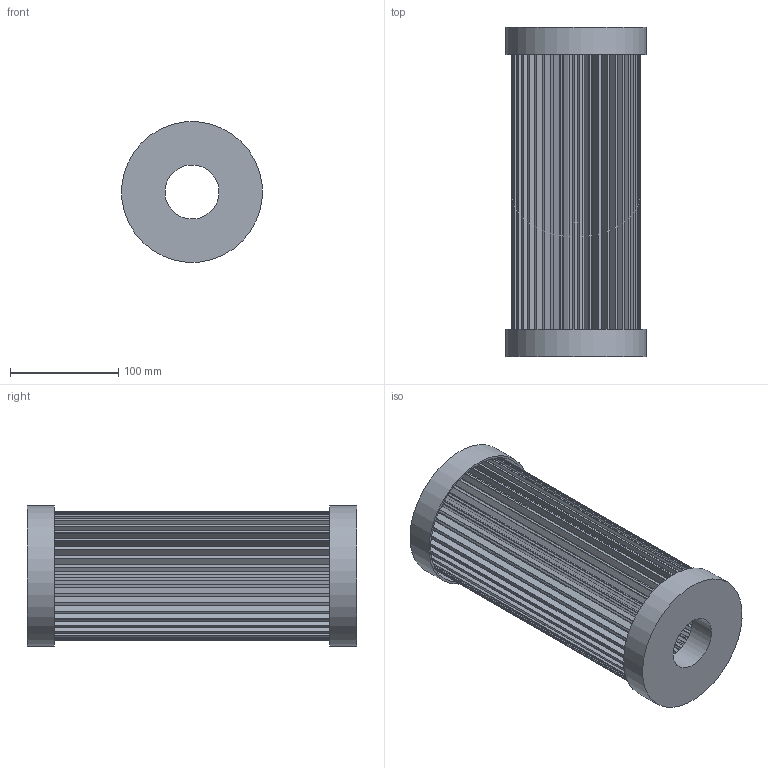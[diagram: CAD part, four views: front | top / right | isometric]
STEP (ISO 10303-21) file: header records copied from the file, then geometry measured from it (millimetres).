
FILE_DESCRIPTION(/* description */ (''),/* implementation_level */ '2;1');
FILE_NAME(/* name */ 'FILTER.stp',/* time_stamp */ '2021-06-06T21:44:43+05:00',/* author */ ('gzb'),/* organization */ (''),/* preprocessor_version */ 'ST-DEVELOPER v18.1',/* originating_system */ 'Autodesk Inventor 2022',/* authorisation */ '');
FILE_SCHEMA (('AUTOMOTIVE_DESIGN { 1 0 10303 214 3 1 1 }'));
Length unit declared in the file: millimetre
Products named in the file (4): Assembly1; main cage; top n bottom cover; top n bottom cover_MIR
Assembly tree (3 placements, depth 2):
  Assembly1
    main cage
    top n bottom cover
    top n bottom cover_MIR
Bounding box: 129.65 x 304 x 129.65 mm (x, y, z)
Volume: 386809.6 mm3; surface area: 1259647.2 mm2
Topology: 3 solids, 3 shells, 354 faces, 1032 edges, 688 vertices
Faces by surface type: plane 178, cylinder 176
Full cylindrical faces by diameter (mm): 50 x2, 54 x2, 126 x2, 130 x2
Entity records: 11980 total; most frequent: DIRECTION 2106, CARTESIAN_POINT 2081, ORIENTED_EDGE 2064, EDGE_CURVE 1032, AXIS2_PLACEMENT_3D 713, VERTEX_POINT 688, LINE 680, VECTOR 680
